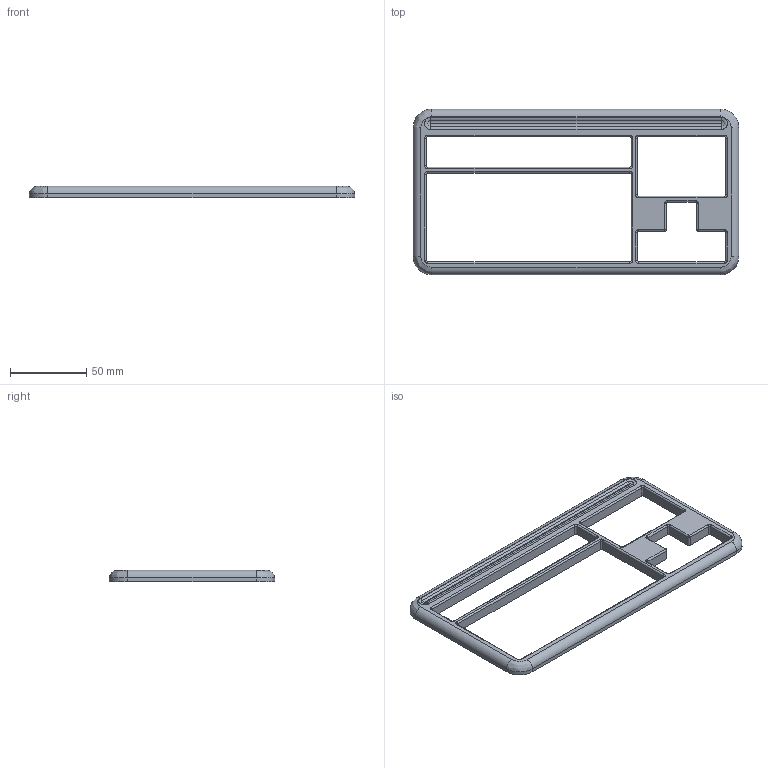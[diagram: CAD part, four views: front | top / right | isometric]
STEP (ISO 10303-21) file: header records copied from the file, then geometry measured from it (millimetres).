
FILE_DESCRIPTION(/* description */ (''),/* implementation_level */ '2;1');
FILE_NAME(/* name */ 'ortho4x10tkl-top-dimpled-cnc.step',/* time_stamp */ '2024-09-01T22:16:47-07:00',/* author */ (''),/* organization */ (''),/* preprocessor_version */ 'ST-DEVELOPER v20',/* originating_system */ 'Autodesk Translation Framework v12.20.1.177',/* authorisation */ '');
FILE_SCHEMA (('AUTOMOTIVE_DESIGN { 1 0 10303 214 3 1 1 }'));
Length unit declared in the file: millimetre
Products named in the file (1): TopComponent
Bounding box: 213.26 x 108.49 x 7.5 mm (x, y, z)
Volume: 60715 mm3; surface area: 28509.3 mm2
Topology: 1 solids, 1 shells, 115 faces, 278 edges, 166 vertices
Faces by surface type: bspline 50, cylinder 32, plane 27, cone 4, sphere 2
Full cylindrical faces by diameter (mm): 2.075 x4
Entity records: 4694 total; most frequent: CARTESIAN_POINT 2238, ORIENTED_EDGE 548, DIRECTION 398, EDGE_CURVE 274, VERTEX_POINT 166, LINE 134, VECTOR 134, AXIS2_PLACEMENT_3D 132
